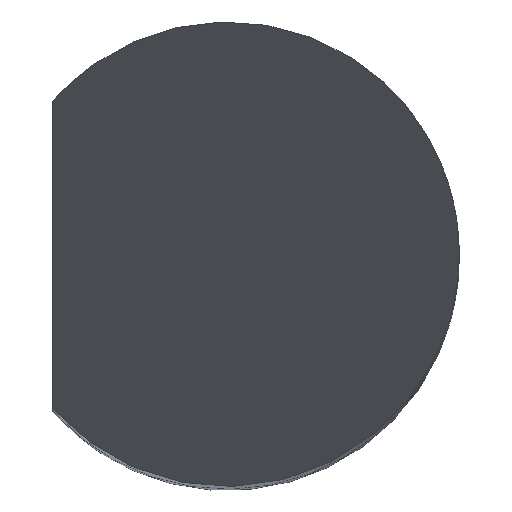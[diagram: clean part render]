
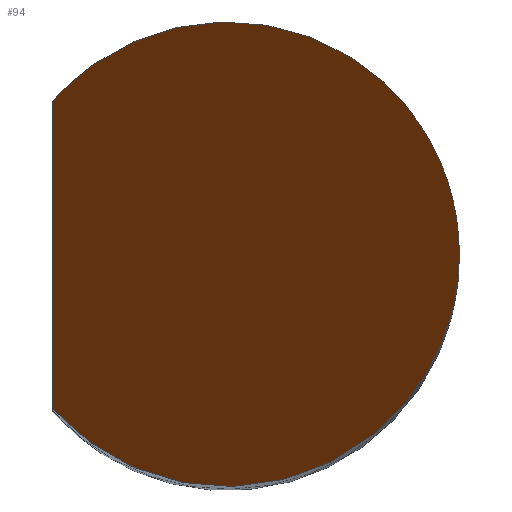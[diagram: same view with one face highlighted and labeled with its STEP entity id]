
A CAD part, top view. The second image highlights one B-rep face of the part: STEP entity #94.
In plain terms, the highlighted planar face has unit normal (-0.866, 0, 0.5).
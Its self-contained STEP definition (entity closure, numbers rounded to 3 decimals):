
#33=ELLIPSE('',#482,4.,2.);
#94=ADVANCED_FACE('',(#132),#115,.F.);
#115=PLANE('',#483);
#132=FACE_OUTER_BOUND('',#158,.T.);
#158=EDGE_LOOP('',(#225,#226));
#225=ORIENTED_EDGE('',*,*,#360,.T.);
#226=ORIENTED_EDGE('',*,*,#361,.F.);
#317=VERTEX_POINT('',#767);
#318=VERTEX_POINT('',#768);
#360=EDGE_CURVE('',#317,#318,#33,.T.);
#361=EDGE_CURVE('',#317,#318,#404,.T.);
#404=LINE('',#769,#426);
#426=VECTOR('',#551,1.);
#482=AXIS2_PLACEMENT_3D('',#766,#549,#550);
#483=AXIS2_PLACEMENT_3D('',#770,#552,#553);
#549=DIRECTION('',(-0.866,0.,0.5));
#550=DIRECTION('',(-0.5,0.,-0.866));
#551=DIRECTION('',(0.,1.,0.));
#552=DIRECTION('',(0.866,0.,-0.5));
#553=DIRECTION('',(-0.5,0.,-0.866));
#766=CARTESIAN_POINT('',(0.,0.,11.76));
#767=CARTESIAN_POINT('',(-1.5,-1.323,9.162));
#768=CARTESIAN_POINT('',(-1.5,1.323,9.162));
#769=CARTESIAN_POINT('',(-1.5,-1.323,9.162));
#770=CARTESIAN_POINT('',(2.,-2.4,15.224));
